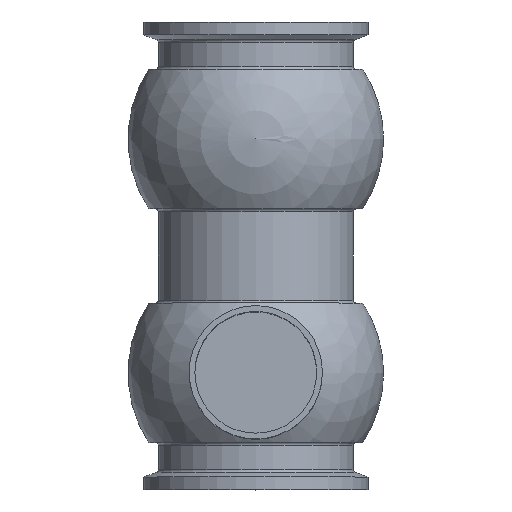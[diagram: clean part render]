
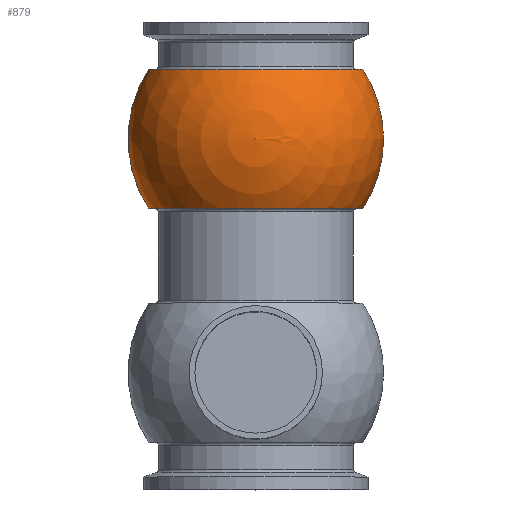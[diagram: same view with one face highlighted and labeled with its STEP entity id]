
A CAD part, top view. The second image highlights one B-rep face of the part: STEP entity #879.
In plain terms, the highlighted spherical face has radius 36.5 mm.
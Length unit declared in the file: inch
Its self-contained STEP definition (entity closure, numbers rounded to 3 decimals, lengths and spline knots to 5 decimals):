
#135 = CIRCLE ( 'NONE', #338, 1.437 ) ;
#180 = DIRECTION ( 'NONE',  ( 1., 0., 0. ) ) ;
#188 = DIRECTION ( 'NONE',  ( 0., 0., 1. ) ) ;
#192 = CARTESIAN_POINT ( 'NONE',  ( 0., -1.315, 0. ) ) ;
#246 = DIRECTION ( 'NONE',  ( -1., 0., 0. ) ) ;
#252 = DIRECTION ( 'NONE',  ( 0., 0., -1. ) ) ;
#254 = CARTESIAN_POINT ( 'NONE',  ( 0., -1.315, 0. ) ) ;
#258 = AXIS2_PLACEMENT_3D ( 'NONE', #500, #495, #494 ) ;
#265 = AXIS2_PLACEMENT_3D ( 'NONE', #533, #519, #517 ) ;
#328 = AXIS2_PLACEMENT_3D ( 'NONE', #192, #188, #180 ) ;
#334 = VERTEX_POINT ( 'NONE', #678 ) ;
#338 = AXIS2_PLACEMENT_3D ( 'NONE', #254, #252, #246 ) ;
#360 = AXIS2_PLACEMENT_3D ( 'NONE', #817, #889, #614 ) ;
#494 = DIRECTION ( 'NONE',  ( -1., 0., 0. ) ) ;
#495 = DIRECTION ( 'NONE',  ( 0., 1., 0. ) ) ;
#500 = CARTESIAN_POINT ( 'NONE',  ( 0., -0.531, 0. ) ) ;
#517 = DIRECTION ( 'NONE',  ( -1., 0., 0. ) ) ;
#519 = DIRECTION ( 'NONE',  ( 0., 1., 0. ) ) ;
#533 = CARTESIAN_POINT ( 'NONE',  ( 0., -2.1, 0. ) ) ;
#570 = CIRCLE ( 'NONE', #265, 1.20364 ) ;
#601 = CARTESIAN_POINT ( 'NONE',  ( -1.20364, -2.1, 0. ) ) ;
#614 = DIRECTION ( 'NONE',  ( 1., 0., 0. ) ) ;
#654 = EDGE_LOOP ( 'NONE', ( #1202, #1081, #1360, #1240 ) ) ;
#671 = CARTESIAN_POINT ( 'NONE',  ( -1.20429, -0.531, 0. ) ) ;
#678 = CARTESIAN_POINT ( 'NONE',  ( 1.20364, -2.1, 0. ) ) ;
#761 = VERTEX_POINT ( 'NONE', #1214 ) ;
#798 = SPHERICAL_SURFACE ( 'NONE', #360, 1.437 ) ;
#817 = CARTESIAN_POINT ( 'NONE',  ( 0., -1.315, 0. ) ) ;
#855 = CIRCLE ( 'NONE', #258, 1.20429 ) ;
#879 = ADVANCED_FACE ( 'NONE', ( #1194 ), #798, .T. ) ;
#884 = VERTEX_POINT ( 'NONE', #601 ) ;
#889 = DIRECTION ( 'NONE',  ( 0., 0., -1. ) ) ;
#916 = EDGE_CURVE ( 'NONE', #884, #1005, #135, .T. ) ;
#928 = EDGE_CURVE ( 'NONE', #334, #761, #1388, .T. ) ;
#1005 = VERTEX_POINT ( 'NONE', #671 ) ;
#1042 = EDGE_CURVE ( 'NONE', #884, #334, #570, .T. ) ;
#1061 = EDGE_CURVE ( 'NONE', #1005, #761, #855, .T. ) ;
#1081 = ORIENTED_EDGE ( 'NONE', *, *, #1042, .T. ) ;
#1194 = FACE_OUTER_BOUND ( 'NONE', #654, .T. ) ;
#1202 = ORIENTED_EDGE ( 'NONE', *, *, #916, .F. ) ;
#1214 = CARTESIAN_POINT ( 'NONE',  ( 1.20429, -0.531, 0. ) ) ;
#1240 = ORIENTED_EDGE ( 'NONE', *, *, #1061, .F. ) ;
#1360 = ORIENTED_EDGE ( 'NONE', *, *, #928, .T. ) ;
#1388 = CIRCLE ( 'NONE', #328, 1.437 ) ;
